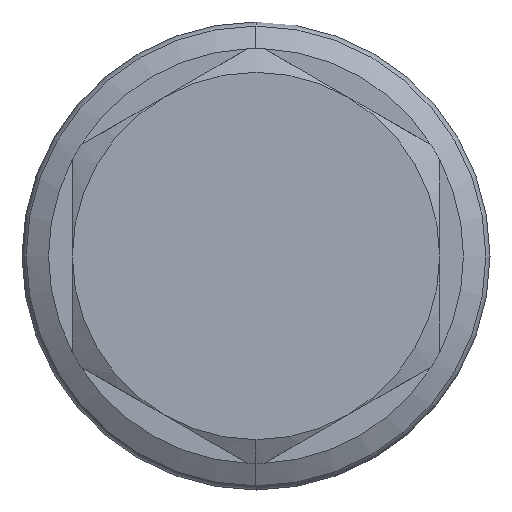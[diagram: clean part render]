
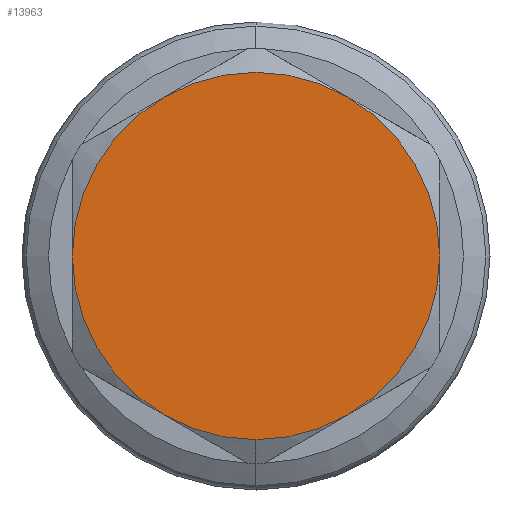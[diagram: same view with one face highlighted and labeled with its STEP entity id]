
A CAD part, left-side view. The second image highlights one B-rep face of the part: STEP entity #13963.
In plain terms, the highlighted planar face has unit normal (-1, 0, 0).
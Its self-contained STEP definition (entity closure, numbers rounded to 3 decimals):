
#413 = DIRECTION ( 'NONE',  ( 1., 0., 0. ) ) ;
#641 = DIRECTION ( 'NONE',  ( 0., 0., -1. ) ) ;
#1186 = DIRECTION ( 'NONE',  ( -1., 0., 0. ) ) ;
#1219 = ORIENTED_EDGE ( 'NONE', *, *, #12316, .F. ) ;
#1267 = CARTESIAN_POINT ( 'NONE',  ( 0., -15.85, 0. ) ) ;
#1573 = VERTEX_POINT ( 'NONE', #6409 ) ;
#1618 = AXIS2_PLACEMENT_3D ( 'NONE', #7129, #413, #6086 ) ;
#1788 = EDGE_CURVE ( 'NONE', #8186, #5335, #2031, .T. ) ;
#1838 = DIRECTION ( 'NONE',  ( 1., 0., 0. ) ) ;
#2014 = AXIS2_PLACEMENT_3D ( 'NONE', #13382, #7790, #14502 ) ;
#2031 = CIRCLE ( 'NONE', #9083, 15.85 ) ;
#2404 = DIRECTION ( 'NONE',  ( 0., 0., -1. ) ) ;
#2473 = FACE_OUTER_BOUND ( 'NONE', #11162, .T. ) ;
#2679 = AXIS2_PLACEMENT_3D ( 'NONE', #4090, #1838, #8572 ) ;
#2722 = ORIENTED_EDGE ( 'NONE', *, *, #3559, .F. ) ;
#2790 = CIRCLE ( 'NONE', #2014, 15.85 ) ;
#3559 = EDGE_CURVE ( 'NONE', #1573, #8186, #10403, .T. ) ;
#3734 = ORIENTED_EDGE ( 'NONE', *, *, #4706, .F. ) ;
#4090 = CARTESIAN_POINT ( 'NONE',  ( 0., 0., 0. ) ) ;
#4706 = EDGE_CURVE ( 'NONE', #14466, #5385, #2790, .T. ) ;
#4859 = CIRCLE ( 'NONE', #6255, 15.85 ) ;
#5049 = CARTESIAN_POINT ( 'NONE',  ( 0., 0., 0. ) ) ;
#5192 = ORIENTED_EDGE ( 'NONE', *, *, #1788, .F. ) ;
#5335 = VERTEX_POINT ( 'NONE', #1267 ) ;
#5385 = VERTEX_POINT ( 'NONE', #9389 ) ;
#5451 = ORIENTED_EDGE ( 'NONE', *, *, #7769, .F. ) ;
#6086 = DIRECTION ( 'NONE',  ( 0., 0., -1. ) ) ;
#6098 = EDGE_CURVE ( 'NONE', #5335, #14466, #9555, .T. ) ;
#6204 = CARTESIAN_POINT ( 'NONE',  ( 0., 0., 0. ) ) ;
#6255 = AXIS2_PLACEMENT_3D ( 'NONE', #6851, #10309, #2404 ) ;
#6401 = AXIS2_PLACEMENT_3D ( 'NONE', #13418, #1186, #10071 ) ;
#6409 = CARTESIAN_POINT ( 'NONE',  ( 0., 7.925, 13.727 ) ) ;
#6703 = AXIS2_PLACEMENT_3D ( 'NONE', #13088, #7703, #9909 ) ;
#6851 = CARTESIAN_POINT ( 'NONE',  ( 0., 0., 0. ) ) ;
#6963 = EDGE_CURVE ( 'NONE', #5385, #8866, #8349, .T. ) ;
#7129 = CARTESIAN_POINT ( 'NONE',  ( 0., 0., 0. ) ) ;
#7703 = DIRECTION ( 'NONE',  ( 1., 0., 0. ) ) ;
#7769 = EDGE_CURVE ( 'NONE', #8866, #12209, #4859, .T. ) ;
#7790 = DIRECTION ( 'NONE',  ( 1., 0., 0. ) ) ;
#8082 = CARTESIAN_POINT ( 'NONE',  ( 0., 7.925, -13.727 ) ) ;
#8186 = VERTEX_POINT ( 'NONE', #9201 ) ;
#8349 = CIRCLE ( 'NONE', #9309, 15.85 ) ;
#8434 = ORIENTED_EDGE ( 'NONE', *, *, #6098, .F. ) ;
#8450 = DIRECTION ( 'NONE',  ( 1., 0., 0. ) ) ;
#8572 = DIRECTION ( 'NONE',  ( 0., 0., -1. ) ) ;
#8866 = VERTEX_POINT ( 'NONE', #8082 ) ;
#9083 = AXIS2_PLACEMENT_3D ( 'NONE', #5049, #12721, #641 ) ;
#9201 = CARTESIAN_POINT ( 'NONE',  ( 0., -7.925, 13.727 ) ) ;
#9309 = AXIS2_PLACEMENT_3D ( 'NONE', #6204, #8450, #14002 ) ;
#9389 = CARTESIAN_POINT ( 'NONE',  ( 0., 0., -15.85 ) ) ;
#9555 = CIRCLE ( 'NONE', #2679, 15.85 ) ;
#9909 = DIRECTION ( 'NONE',  ( 0., 0., -1. ) ) ;
#10071 = DIRECTION ( 'NONE',  ( 0., 0., 1. ) ) ;
#10309 = DIRECTION ( 'NONE',  ( 1., 0., 0. ) ) ;
#10403 = CIRCLE ( 'NONE', #6703, 15.85 ) ;
#10486 = CIRCLE ( 'NONE', #1618, 15.85 ) ;
#10764 = CARTESIAN_POINT ( 'NONE',  ( 0., -7.925, -13.727 ) ) ;
#11162 = EDGE_LOOP ( 'NONE', ( #5451, #14446, #3734, #8434, #5192, #2722, #1219 ) ) ;
#12209 = VERTEX_POINT ( 'NONE', #14287 ) ;
#12288 = PLANE ( 'NONE',  #6401 ) ;
#12316 = EDGE_CURVE ( 'NONE', #12209, #1573, #10486, .T. ) ;
#12721 = DIRECTION ( 'NONE',  ( 1., 0., 0. ) ) ;
#13088 = CARTESIAN_POINT ( 'NONE',  ( 0., 0., 0. ) ) ;
#13382 = CARTESIAN_POINT ( 'NONE',  ( 0., 0., 0. ) ) ;
#13418 = CARTESIAN_POINT ( 'NONE',  ( 0., 0., 0. ) ) ;
#13963 = ADVANCED_FACE ( 'NONE', ( #2473 ), #12288, .T. ) ;
#14002 = DIRECTION ( 'NONE',  ( 0., 0., -1. ) ) ;
#14287 = CARTESIAN_POINT ( 'NONE',  ( 0., 15.85, 0. ) ) ;
#14446 = ORIENTED_EDGE ( 'NONE', *, *, #6963, .F. ) ;
#14466 = VERTEX_POINT ( 'NONE', #10764 ) ;
#14502 = DIRECTION ( 'NONE',  ( 0., 0., -1. ) ) ;
